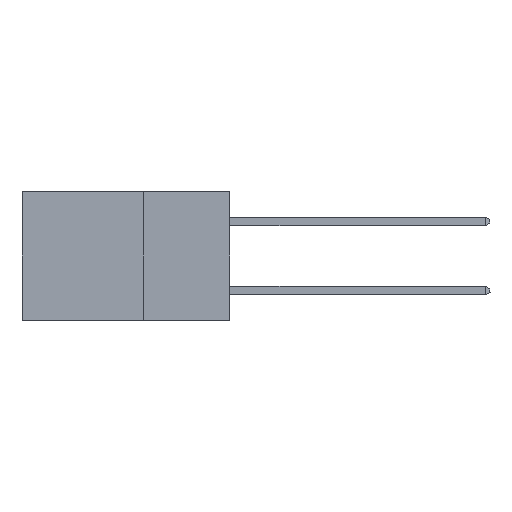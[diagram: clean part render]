
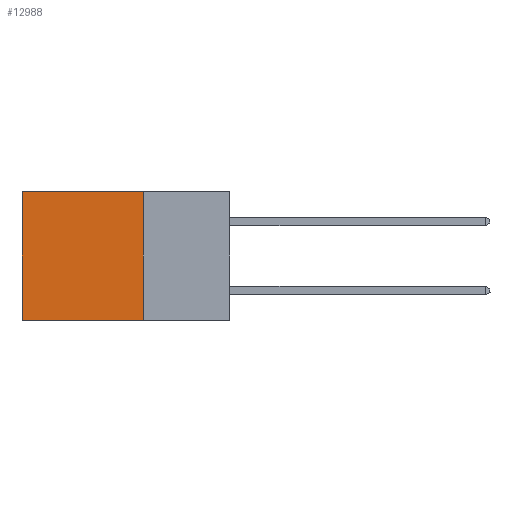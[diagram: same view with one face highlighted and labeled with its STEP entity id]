
A CAD part, left-side view. The second image highlights one B-rep face of the part: STEP entity #12988.
In plain terms, the highlighted planar face has unit normal (-1, 0, 0).
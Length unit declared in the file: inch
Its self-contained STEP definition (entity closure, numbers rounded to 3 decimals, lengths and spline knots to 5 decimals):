
#1103 = DIRECTION ( 'NONE',  ( 1., 0., 0. ) ) ;
#1202 = ORIENTED_EDGE ( 'NONE', *, *, #8375, .T. ) ;
#2118 = ORIENTED_EDGE ( 'NONE', *, *, #11939, .F. ) ;
#2129 = VECTOR ( 'NONE', #19178, 39.37008 ) ;
#2240 = FACE_OUTER_BOUND ( 'NONE', #10439, .T. ) ;
#4024 = VERTEX_POINT ( 'NONE', #22232 ) ;
#5116 = DIRECTION ( 'NONE',  ( 0., 0., -1. ) ) ;
#5138 = DIRECTION ( 'NONE',  ( 0., 0., -1. ) ) ;
#6600 = PLANE ( 'NONE',  #9359 ) ;
#8375 = EDGE_CURVE ( 'NONE', #10279, #13316, #16652, .T. ) ;
#8760 = CARTESIAN_POINT ( 'NONE',  ( 0.298, 0.6, 0. ) ) ;
#8801 = EDGE_CURVE ( 'NONE', #9994, #10279, #16091, .T. ) ;
#9359 = AXIS2_PLACEMENT_3D ( 'NONE', #20498, #1103, #16861 ) ;
#9994 = VERTEX_POINT ( 'NONE', #13319 ) ;
#10279 = VERTEX_POINT ( 'NONE', #8760 ) ;
#10439 = EDGE_LOOP ( 'NONE', ( #1202, #13799, #2118, #13979 ) ) ;
#11939 = EDGE_CURVE ( 'NONE', #9994, #4024, #14305, .T. ) ;
#11964 = DIRECTION ( 'NONE',  ( 0., 1., 0. ) ) ;
#12313 = VECTOR ( 'NONE', #11964, 39.37008 ) ;
#12988 = ADVANCED_FACE ( 'NONE', ( #2240 ), #6600, .F. ) ;
#13316 = VERTEX_POINT ( 'NONE', #15526 ) ;
#13319 = CARTESIAN_POINT ( 'NONE',  ( 0.298, 0.25, 0. ) ) ;
#13799 = ORIENTED_EDGE ( 'NONE', *, *, #14914, .F. ) ;
#13979 = ORIENTED_EDGE ( 'NONE', *, *, #8801, .T. ) ;
#14305 = LINE ( 'NONE', #19459, #19550 ) ;
#14914 = EDGE_CURVE ( 'NONE', #4024, #13316, #19772, .T. ) ;
#15526 = CARTESIAN_POINT ( 'NONE',  ( 0.298, 0.6, -0.37 ) ) ;
#16091 = LINE ( 'NONE', #20876, #2129 ) ;
#16652 = LINE ( 'NONE', #19048, #16922 ) ;
#16861 = DIRECTION ( 'NONE',  ( 0., 0., -1. ) ) ;
#16922 = VECTOR ( 'NONE', #5116, 39.37008 ) ;
#19048 = CARTESIAN_POINT ( 'NONE',  ( 0.298, 0.6, 0. ) ) ;
#19178 = DIRECTION ( 'NONE',  ( 0., 1., 0. ) ) ;
#19459 = CARTESIAN_POINT ( 'NONE',  ( 0.298, 0.25, 0. ) ) ;
#19550 = VECTOR ( 'NONE', #5138, 39.37008 ) ;
#19772 = LINE ( 'NONE', #22641, #12313 ) ;
#20498 = CARTESIAN_POINT ( 'NONE',  ( 0.298, 0.25, 0. ) ) ;
#20876 = CARTESIAN_POINT ( 'NONE',  ( 0.298, 0.25, 0. ) ) ;
#22232 = CARTESIAN_POINT ( 'NONE',  ( 0.298, 0.25, -0.37 ) ) ;
#22641 = CARTESIAN_POINT ( 'NONE',  ( 0.298, 0.25, -0.37 ) ) ;
